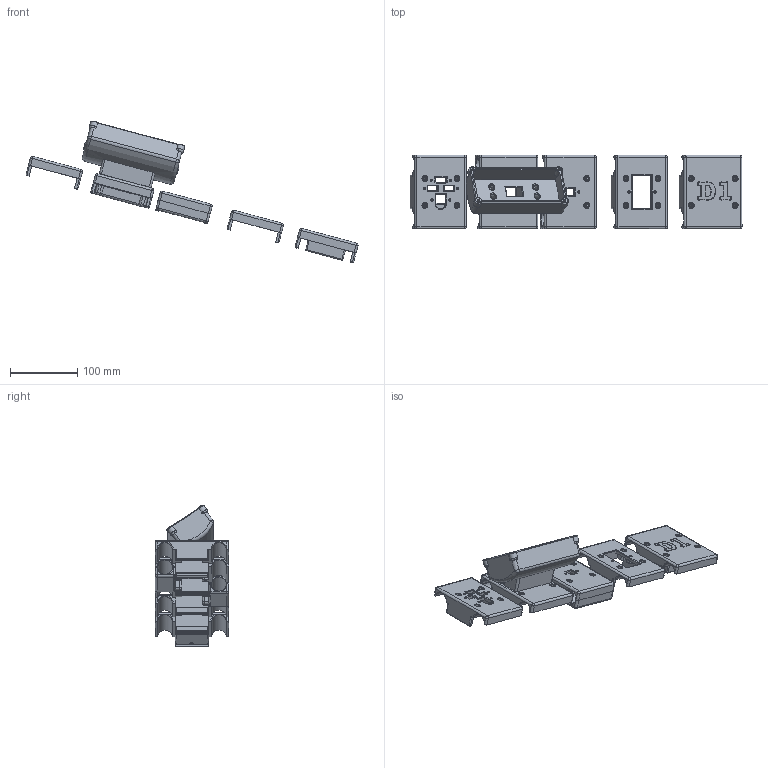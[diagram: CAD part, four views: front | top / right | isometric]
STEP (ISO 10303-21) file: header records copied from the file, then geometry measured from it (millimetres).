
FILE_DESCRIPTION(/* description */ (''),/* implementation_level */ '2;1');
FILE_NAME(/* name */ 'side_panels.step',/* time_stamp */ '2018-04-02T22:02:35+02:00',/* author */ (''),/* organization */ (''),/* preprocessor_version */ 'ST-DEVELOPER v16.13',/* originating_system */ 'Autodesk Translation Framework v6.5.0.72',/* authorisation */ '');
FILE_SCHEMA (('AUTOMOTIVE_DESIGN { 1 0 10303 214 3 1 1 }'));
Length unit declared in the file: millimetre
Products named in the file (9): side_panels; HDMI_LAN_Dual_USB_Panel; Viki2Holder; USB_Plug_Panel; Panel_Clip_90_mm; Display_Panel; Panel_Clip_80_mm; Power_Plug_Panel; logo_panel
Assembly tree (8 placements, depth 2):
  side_panels
    HDMI_LAN_Dual_USB_Panel
    Viki2Holder
    USB_Plug_Panel
    Panel_Clip_90_mm
    Display_Panel
    Panel_Clip_80_mm
    Power_Plug_Panel
    logo_panel
Bounding box: 494.46 x 110.08 x 211.33 mm (x, y, z)
Volume: 615491.7 mm3; surface area: 245116.5 mm2
Topology: 11 solids, 11 shells, 908 faces, 2322 edges, 1484 vertices
Faces by surface type: plane 358, cylinder 297, bspline 148, torus 53, sphere 52
Full cylindrical faces by diameter (mm): 3.5 x34, 3.8 x12, 6 x2, 7 x20, 7.5 x4, 10 x2, 21 x1, 23 x1, 27 x1
Entity records: 31964 total; most frequent: CARTESIAN_POINT 10057, ORIENTED_EDGE 4644, DIRECTION 4225, EDGE_CURVE 2322, AXIS2_PLACEMENT_3D 1488, VERTEX_POINT 1484, LINE 1249, VECTOR 1249
